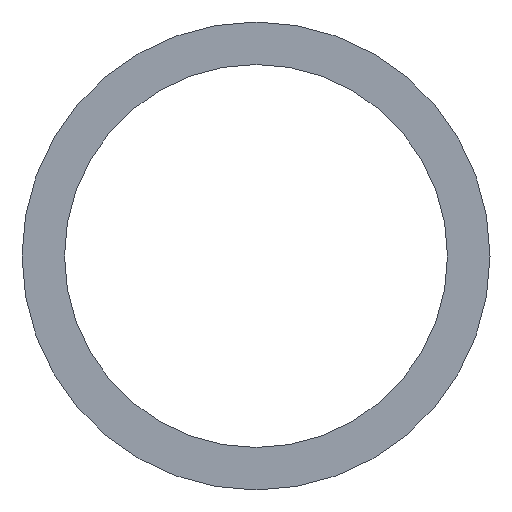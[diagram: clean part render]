
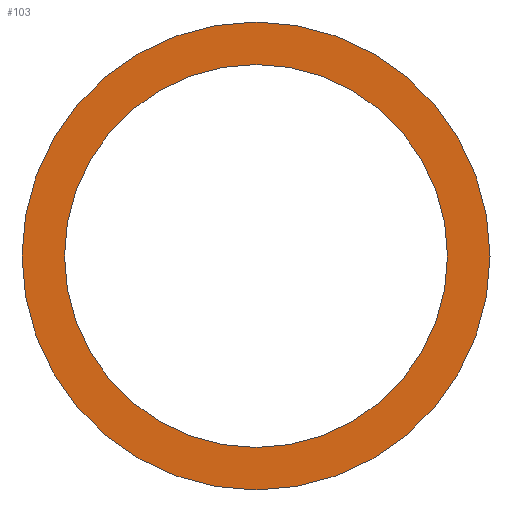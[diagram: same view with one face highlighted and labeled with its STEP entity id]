
A CAD part, left-side view. The second image highlights one B-rep face of the part: STEP entity #103.
In plain terms, the highlighted planar face has unit normal (-1, 0, 0).
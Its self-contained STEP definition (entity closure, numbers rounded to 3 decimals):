
#53 = EDGE_CURVE( '', #99, #63, #124, .T. );
#63 = VERTEX_POINT( '', #135 );
#71 = VERTEX_POINT( '', #146 );
#77 = EDGE_CURVE( '', #87, #71, #152, .T. );
#83 = EDGE_CURVE( '', #63, #99, #159, .T. );
#87 = VERTEX_POINT( '', #163 );
#97 = EDGE_CURVE( '', #71, #87, #173, .T. );
#99 = VERTEX_POINT( '', #175 );
#103 = ADVANCED_FACE( '', ( #179, #180 ), #181, .F. );
#124 = CIRCLE( '', #193, 450. );
#135 = CARTESIAN_POINT( '', ( 0., 0., -450. ) );
#146 = CARTESIAN_POINT( '', ( 0., 0., -368.3 ) );
#152 = CIRCLE( '', #225, 368.3 );
#159 = CIRCLE( '', #235, 450. );
#163 = CARTESIAN_POINT( '', ( 0., 0., 368.3 ) );
#173 = CIRCLE( '', #254, 368.3 );
#175 = CARTESIAN_POINT( '', ( 0., 0., 450. ) );
#179 = FACE_OUTER_BOUND( '', #262, .T. );
#180 = FACE_BOUND( '', #263, .T. );
#181 = PLANE( '', #264 );
#193 = AXIS2_PLACEMENT_3D( '', #274, #275, #276 );
#225 = AXIS2_PLACEMENT_3D( '', #309, #310, #311 );
#235 = AXIS2_PLACEMENT_3D( '', #321, #322, #323 );
#254 = AXIS2_PLACEMENT_3D( '', #331, #332, #333 );
#262 = EDGE_LOOP( '', ( #336, #337 ) );
#263 = EDGE_LOOP( '', ( #338, #339 ) );
#264 = AXIS2_PLACEMENT_3D( '', #340, #341, #342 );
#274 = CARTESIAN_POINT( '', ( 0., 0., 0. ) );
#275 = DIRECTION( '', ( 1., 0., 0. ) );
#276 = DIRECTION( '', ( 0., 0., -1. ) );
#309 = CARTESIAN_POINT( '', ( 0., 0., 0. ) );
#310 = DIRECTION( '', ( 1., 0., 0. ) );
#311 = DIRECTION( '', ( 0., 0., -1. ) );
#321 = CARTESIAN_POINT( '', ( 0., 0., 0. ) );
#322 = DIRECTION( '', ( 1., 0., 0. ) );
#323 = DIRECTION( '', ( 0., 0., -1. ) );
#331 = CARTESIAN_POINT( '', ( 0., 0., 0. ) );
#332 = DIRECTION( '', ( 1., 0., 0. ) );
#333 = DIRECTION( '', ( 0., 0., -1. ) );
#336 = ORIENTED_EDGE( '', *, *, #83, .F. );
#337 = ORIENTED_EDGE( '', *, *, #53, .F. );
#338 = ORIENTED_EDGE( '', *, *, #97, .T. );
#339 = ORIENTED_EDGE( '', *, *, #77, .T. );
#340 = CARTESIAN_POINT( '', ( 0., 0., 0. ) );
#341 = DIRECTION( '', ( 1., 0., 0. ) );
#342 = DIRECTION( '', ( 0., 0., -1. ) );
